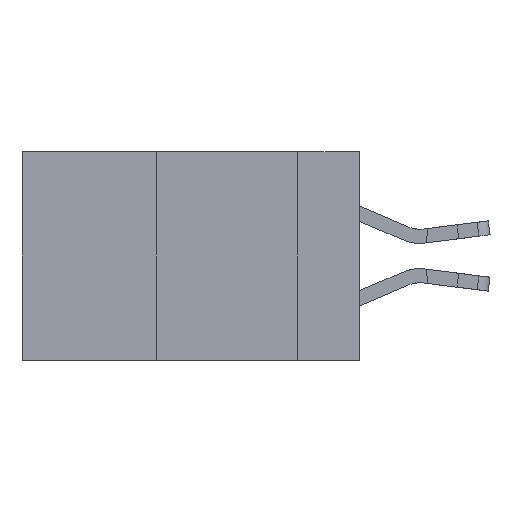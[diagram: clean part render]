
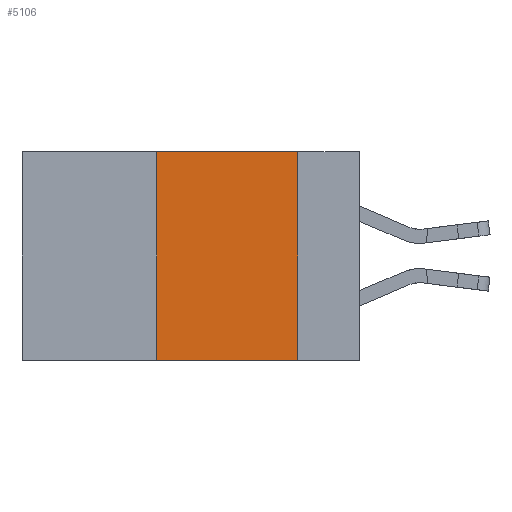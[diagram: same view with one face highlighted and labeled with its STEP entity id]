
A CAD part, left-side view. The second image highlights one B-rep face of the part: STEP entity #5106.
In plain terms, the highlighted planar face has unit normal (-1, 0, 0).
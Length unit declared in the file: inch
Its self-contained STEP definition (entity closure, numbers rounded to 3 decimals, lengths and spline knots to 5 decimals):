
#79 = EDGE_CURVE ( 'NONE', #10585, #17777, #9413, .T. ) ;
#472 = CARTESIAN_POINT ( 'NONE',  ( 0., 0.11, 0. ) ) ;
#909 = EDGE_CURVE ( 'NONE', #18424, #22544, #16245, .T. ) ;
#1193 = VECTOR ( 'NONE', #3258, 39.37008 ) ;
#3258 = DIRECTION ( 'NONE',  ( 0., 0., 1. ) ) ;
#4916 = AXIS2_PLACEMENT_3D ( 'NONE', #16063, #14335, #17458 ) ;
#5091 = CARTESIAN_POINT ( 'NONE',  ( 0., 0.36, 0. ) ) ;
#5106 = ADVANCED_FACE ( 'NONE', ( #10437 ), #21161, .F. ) ;
#5236 = VECTOR ( 'NONE', #20357, 39.37008 ) ;
#6658 = EDGE_CURVE ( 'NONE', #22544, #17777, #16292, .T. ) ;
#6712 = CARTESIAN_POINT ( 'NONE',  ( 0., 0.36, -0.37 ) ) ;
#7066 = LINE ( 'NONE', #5091, #1193 ) ;
#7438 = EDGE_CURVE ( 'NONE', #10585, #18424, #7066, .T. ) ;
#7482 = DIRECTION ( 'NONE',  ( 0., -1., 0. ) ) ;
#7524 = DIRECTION ( 'NONE',  ( 0., 0., -1. ) ) ;
#9413 = LINE ( 'NONE', #18296, #5236 ) ;
#9439 = CARTESIAN_POINT ( 'NONE',  ( 0., 0.6, 0. ) ) ;
#10437 = FACE_OUTER_BOUND ( 'NONE', #17989, .T. ) ;
#10585 = VERTEX_POINT ( 'NONE', #6712 ) ;
#10879 = ORIENTED_EDGE ( 'NONE', *, *, #79, .T. ) ;
#11195 = ORIENTED_EDGE ( 'NONE', *, *, #909, .F. ) ;
#12474 = ORIENTED_EDGE ( 'NONE', *, *, #6658, .F. ) ;
#12550 = VECTOR ( 'NONE', #7482, 39.37008 ) ;
#12766 = CARTESIAN_POINT ( 'NONE',  ( 0., 0.11, 0. ) ) ;
#14335 = DIRECTION ( 'NONE',  ( 1., 0., 0. ) ) ;
#14394 = CARTESIAN_POINT ( 'NONE',  ( 0., 0.36, 0. ) ) ;
#16063 = CARTESIAN_POINT ( 'NONE',  ( 0., 0.6, 0. ) ) ;
#16245 = LINE ( 'NONE', #9439, #12550 ) ;
#16256 = VECTOR ( 'NONE', #7524, 39.37008 ) ;
#16292 = LINE ( 'NONE', #472, #16256 ) ;
#16750 = CARTESIAN_POINT ( 'NONE',  ( 0., 0.11, -0.37 ) ) ;
#17458 = DIRECTION ( 'NONE',  ( 0., 0., -1. ) ) ;
#17777 = VERTEX_POINT ( 'NONE', #16750 ) ;
#17989 = EDGE_LOOP ( 'NONE', ( #12474, #11195, #19680, #10879 ) ) ;
#18296 = CARTESIAN_POINT ( 'NONE',  ( 0., 0.6, -0.37 ) ) ;
#18424 = VERTEX_POINT ( 'NONE', #14394 ) ;
#19680 = ORIENTED_EDGE ( 'NONE', *, *, #7438, .F. ) ;
#20357 = DIRECTION ( 'NONE',  ( 0., -1., 0. ) ) ;
#21161 = PLANE ( 'NONE',  #4916 ) ;
#22544 = VERTEX_POINT ( 'NONE', #12766 ) ;
